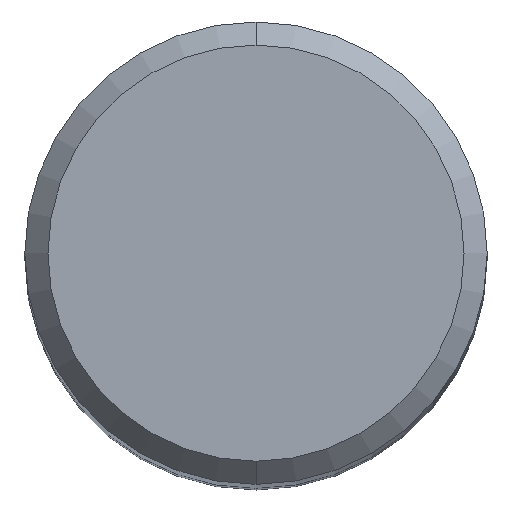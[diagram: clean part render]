
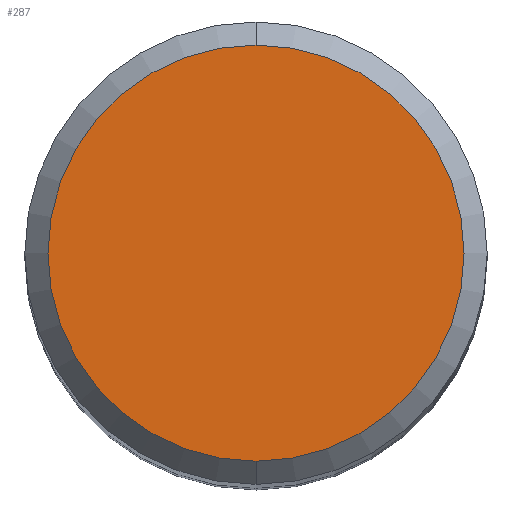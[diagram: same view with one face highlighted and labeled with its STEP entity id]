
A CAD part, top view. The second image highlights one B-rep face of the part: STEP entity #287.
In plain terms, the highlighted planar face has unit normal (0, 0, 1).
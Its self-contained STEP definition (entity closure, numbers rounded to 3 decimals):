
#193=EDGE_CURVE('',#275,#237,#464,.T.);
#237=VERTEX_POINT('',#514);
#245=EDGE_CURVE('',#237,#275,#522,.T.);
#275=VERTEX_POINT('',#554);
#287=ADVANCED_FACE('',(#567),#568,.T.);
#464=CIRCLE('',#875,9.0);
#514=CARTESIAN_POINT('',(0.0,9.0,0.0));
#522=CIRCLE('',#998,9.0);
#554=CARTESIAN_POINT('',(0.,-9.0,0.0));
#567=FACE_OUTER_BOUND('',#1122,.T.);
#568=PLANE('',#1123);
#875=AXIS2_PLACEMENT_3D('',#1491,#1492,#1493);
#998=AXIS2_PLACEMENT_3D('',#1551,#1552,#1553);
#1122=EDGE_LOOP('',(#1594,#1595));
#1123=AXIS2_PLACEMENT_3D('',#1596,#1597,#1598);
#1491=CARTESIAN_POINT('',(0.0,0.0,0.0));
#1492=DIRECTION('',(0.0,0.0,-1.0));
#1493=DIRECTION('',(0.0,1.0,0.0));
#1551=CARTESIAN_POINT('',(0.0,0.0,0.0));
#1552=DIRECTION('',(0.0,0.0,-1.0));
#1553=DIRECTION('',(0.0,1.0,0.0));
#1594=ORIENTED_EDGE('',*,*,#245,.F.);
#1595=ORIENTED_EDGE('',*,*,#193,.F.);
#1596=CARTESIAN_POINT('',(0.0,4.5,0.0));
#1597=DIRECTION('',(-0.0,0.0,1.0));
#1598=DIRECTION('',(0.0,-1.0,0.0));
